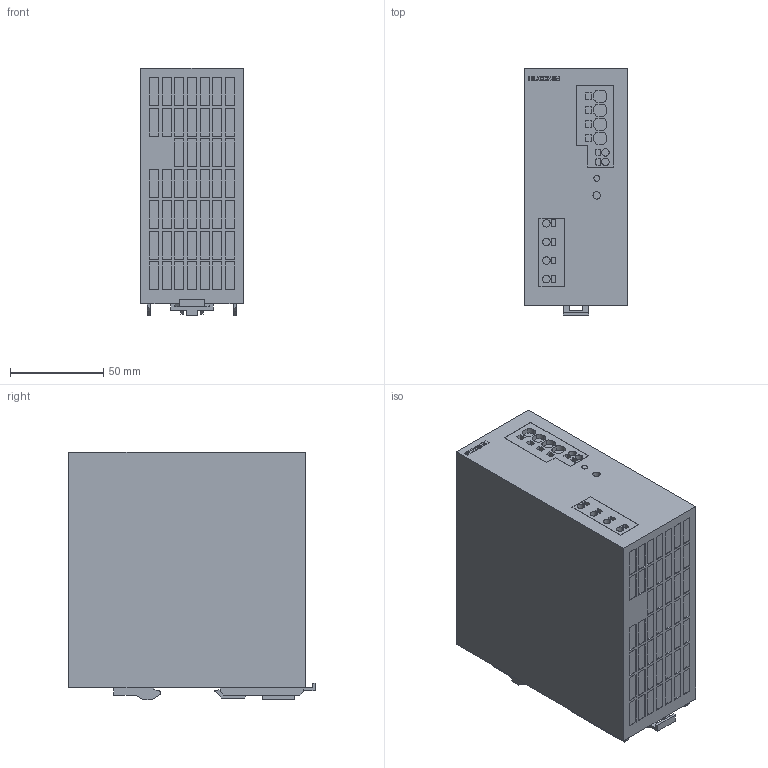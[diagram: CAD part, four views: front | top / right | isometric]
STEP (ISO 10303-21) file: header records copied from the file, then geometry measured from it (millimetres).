
FILE_DESCRIPTION (( 'STEP AP214' ), '1' );
FILE_NAME ('1015772.STEP', '2026-01-29T16:18:11', ( '' ), ( '' ), 'SwSTEP 2.0', 'SolidWorks 2022', '' );
FILE_SCHEMA (( 'AUTOMOTIVE_DESIGN' ));
Length unit declared in the file: millimetre
Products named in the file (1): 1015772
Bounding box: 55 x 132.2 x 133 mm (x, y, z)
Volume: 883013.5 mm3; surface area: 65147.1 mm2
Topology: 1 solids, 1 shells, 893 faces, 2262 edges, 1506 vertices
Faces by surface type: plane 833, cylinder 48, bspline 12
Entity records: 26618 total; most frequent: CARTESIAN_POINT 4962, ORIENTED_EDGE 4524, DIRECTION 4098, EDGE_CURVE 2262, LINE 2142, VECTOR 2142, VERTEX_POINT 1506, EDGE_LOOP 1030
